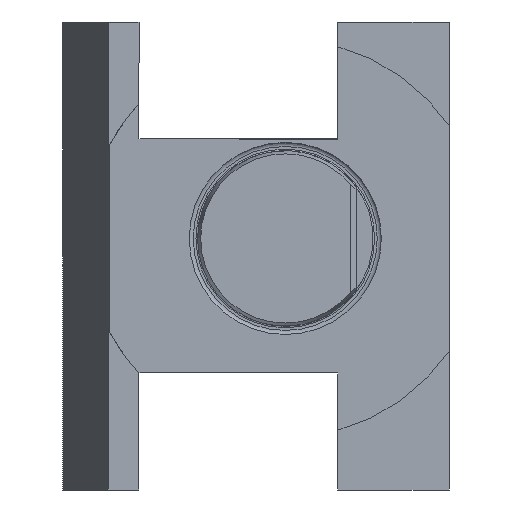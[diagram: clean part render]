
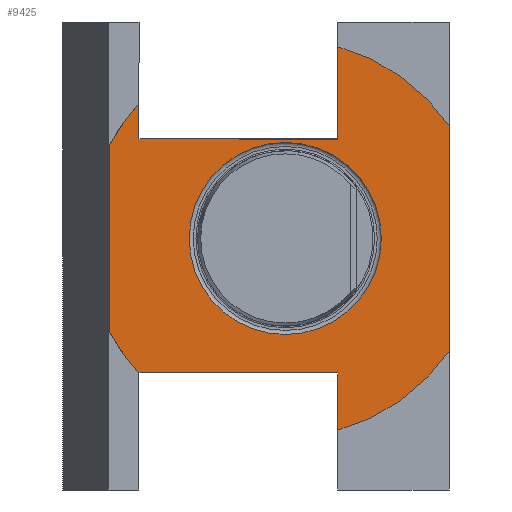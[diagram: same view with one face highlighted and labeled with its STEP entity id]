
A CAD part, front view. The second image highlights one B-rep face of the part: STEP entity #9425.
In plain terms, the highlighted planar face has unit normal (0, -1, 0).
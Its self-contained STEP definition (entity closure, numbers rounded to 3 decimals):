
#75 = ORIENTED_EDGE ( 'NONE', *, *, #13295, .T. ) ;
#253 = DIRECTION ( 'NONE',  ( 0., 0., 1. ) ) ;
#285 = LINE ( 'NONE', #6279, #6869 ) ;
#732 = EDGE_CURVE ( 'NONE', #9281, #8144, #285, .T. ) ;
#983 = DIRECTION ( 'NONE',  ( 0., -1., 0. ) ) ;
#1018 = EDGE_CURVE ( 'NONE', #9781, #9281, #7359, .T. ) ;
#1229 = VERTEX_POINT ( 'NONE', #13757 ) ;
#1258 = CIRCLE ( 'NONE', #2733, 16.419 ) ;
#1422 = CARTESIAN_POINT ( 'NONE',  ( -25., 0., 0. ) ) ;
#1520 = AXIS2_PLACEMENT_3D ( 'NONE', #1876, #10033, #12475 ) ;
#1526 = DIRECTION ( 'NONE',  ( 0., 0., 1. ) ) ;
#1547 = ORIENTED_EDGE ( 'NONE', *, *, #732, .F. ) ;
#1638 = DIRECTION ( 'NONE',  ( 1., 0., 0. ) ) ;
#1876 = CARTESIAN_POINT ( 'NONE',  ( 0., 0., 0. ) ) ;
#2049 = CARTESIAN_POINT ( 'NONE',  ( 0., 0., 0. ) ) ;
#2086 = ORIENTED_EDGE ( 'NONE', *, *, #2397, .F. ) ;
#2152 = VERTEX_POINT ( 'NONE', #9058 ) ;
#2397 = EDGE_CURVE ( 'NONE', #8144, #8532, #10996, .T. ) ;
#2461 = CARTESIAN_POINT ( 'NONE',  ( -25., 0., -23.043 ) ) ;
#2733 = AXIS2_PLACEMENT_3D ( 'NONE', #2049, #983, #9162 ) ;
#2777 = FACE_OUTER_BOUND ( 'NONE', #11740, .T. ) ;
#2922 = VERTEX_POINT ( 'NONE', #6849 ) ;
#3482 = EDGE_CURVE ( 'NONE', #9781, #1229, #10025, .T. ) ;
#3562 = CARTESIAN_POINT ( 'NONE',  ( -16.55, 0., 0. ) ) ;
#3610 = CIRCLE ( 'NONE', #14347, 34. ) ;
#3723 = LINE ( 'NONE', #7331, #6483 ) ;
#4130 = CARTESIAN_POINT ( 'NONE',  ( 9., 0., -32.787 ) ) ;
#4364 = CARTESIAN_POINT ( 'NONE',  ( 0., 0., 0. ) ) ;
#4431 = AXIS2_PLACEMENT_3D ( 'NONE', #11577, #9454, #4882 ) ;
#4462 = CARTESIAN_POINT ( 'NONE',  ( -25., 0., 0. ) ) ;
#4506 = DIRECTION ( 'NONE',  ( 0., 1., 0. ) ) ;
#4882 = DIRECTION ( 'NONE',  ( -1., 0., 0. ) ) ;
#4953 = CARTESIAN_POINT ( 'NONE',  ( 9., 0., 17. ) ) ;
#5019 = CARTESIAN_POINT ( 'NONE',  ( -25., 0., 23.043 ) ) ;
#5033 = VECTOR ( 'NONE', #253, 1000. ) ;
#5325 = DIRECTION ( 'NONE',  ( -1., 0., 0. ) ) ;
#5415 = ORIENTED_EDGE ( 'NONE', *, *, #6326, .T. ) ;
#5694 = DIRECTION ( 'NONE',  ( 0., 0., 1. ) ) ;
#5696 = CARTESIAN_POINT ( 'NONE',  ( -30., 0., 16. ) ) ;
#5741 = CARTESIAN_POINT ( 'NONE',  ( 28., 0., 0. ) ) ;
#6279 = CARTESIAN_POINT ( 'NONE',  ( -30., 0., -43. ) ) ;
#6326 = EDGE_CURVE ( 'NONE', #11371, #11861, #3723, .T. ) ;
#6364 = EDGE_CURVE ( 'NONE', #2922, #13398, #14261, .T. ) ;
#6400 = VERTEX_POINT ( 'NONE', #12183 ) ;
#6463 = CARTESIAN_POINT ( 'NONE',  ( 0., 0., 0. ) ) ;
#6483 = VECTOR ( 'NONE', #10440, 1000. ) ;
#6620 = DIRECTION ( 'NONE',  ( -1., 0., 0. ) ) ;
#6849 = CARTESIAN_POINT ( 'NONE',  ( 9., 0., -23. ) ) ;
#6869 = VECTOR ( 'NONE', #1526, 1000. ) ;
#7087 = PLANE ( 'NONE',  #12250 ) ;
#7117 = ORIENTED_EDGE ( 'NONE', *, *, #10574, .F. ) ;
#7312 = LINE ( 'NONE', #1422, #5033 ) ;
#7314 = CARTESIAN_POINT ( 'NONE',  ( 28., 0., 19.287 ) ) ;
#7331 = CARTESIAN_POINT ( 'NONE',  ( 9., 0., 0. ) ) ;
#7359 = CIRCLE ( 'NONE', #13678, 34. ) ;
#7536 = EDGE_CURVE ( 'NONE', #11861, #12739, #12546, .T. ) ;
#7649 = DIRECTION ( 'NONE',  ( 1., 0., 0. ) ) ;
#7725 = CARTESIAN_POINT ( 'NONE',  ( -16.55, 0., -23. ) ) ;
#7997 = EDGE_CURVE ( 'NONE', #11371, #11787, #3610, .T. ) ;
#8144 = VERTEX_POINT ( 'NONE', #5696 ) ;
#8424 = VECTOR ( 'NONE', #11958, 1000. ) ;
#8532 = VERTEX_POINT ( 'NONE', #5019 ) ;
#9058 = CARTESIAN_POINT ( 'NONE',  ( 28., 0., -19.287 ) ) ;
#9093 = DIRECTION ( 'NONE',  ( -1., 0., 0. ) ) ;
#9162 = DIRECTION ( 'NONE',  ( 1., 0., 0. ) ) ;
#9281 = VERTEX_POINT ( 'NONE', #12501 ) ;
#9327 = EDGE_CURVE ( 'NONE', #6400, #6400, #1258, .T. ) ;
#9425 = ADVANCED_FACE ( 'Defeature completata3_7', ( #2777, #14099 ), #7087, .T. ) ;
#9454 = DIRECTION ( 'NONE',  ( 0., 1., 0. ) ) ;
#9675 = ORIENTED_EDGE ( 'NONE', *, *, #7997, .F. ) ;
#9781 = VERTEX_POINT ( 'NONE', #2461 ) ;
#9892 = CARTESIAN_POINT ( 'NONE',  ( -16.55, 0., 17. ) ) ;
#10025 = LINE ( 'NONE', #4462, #11988 ) ;
#10033 = DIRECTION ( 'NONE',  ( 0., 1., 0. ) ) ;
#10057 = ORIENTED_EDGE ( 'NONE', *, *, #7536, .T. ) ;
#10080 = ORIENTED_EDGE ( 'NONE', *, *, #12676, .T. ) ;
#10087 = VECTOR ( 'NONE', #13038, 1000. ) ;
#10435 = ORIENTED_EDGE ( 'NONE', *, *, #11238, .T. ) ;
#10440 = DIRECTION ( 'NONE',  ( 0., 0., -1. ) ) ;
#10574 = EDGE_CURVE ( 'NONE', #2152, #13398, #12493, .T. ) ;
#10996 = CIRCLE ( 'NONE', #4431, 34. ) ;
#11085 = DIRECTION ( 'NONE',  ( 0., 1., 0. ) ) ;
#11152 = VECTOR ( 'NONE', #6620, 1000. ) ;
#11238 = EDGE_CURVE ( 'NONE', #2152, #11787, #15055, .T. ) ;
#11337 = VECTOR ( 'NONE', #7649, 1000. ) ;
#11371 = VERTEX_POINT ( 'NONE', #12125 ) ;
#11577 = CARTESIAN_POINT ( 'NONE',  ( 0., 0., 0. ) ) ;
#11715 = DIRECTION ( 'NONE',  ( 0., -1., 0. ) ) ;
#11736 = ORIENTED_EDGE ( 'NONE', *, *, #1018, .F. ) ;
#11740 = EDGE_LOOP ( 'NONE', ( #1547, #11736, #12944, #75, #13286, #7117, #10435, #9675, #5415, #10057, #10080, #2086 ) ) ;
#11787 = VERTEX_POINT ( 'NONE', #7314 ) ;
#11861 = VERTEX_POINT ( 'NONE', #4953 ) ;
#11958 = DIRECTION ( 'NONE',  ( 0., 0., -1. ) ) ;
#11984 = ORIENTED_EDGE ( 'NONE', *, *, #9327, .F. ) ;
#11988 = VECTOR ( 'NONE', #5694, 1000. ) ;
#12125 = CARTESIAN_POINT ( 'NONE',  ( 9., 0., 32.787 ) ) ;
#12183 = CARTESIAN_POINT ( 'NONE',  ( 16.419, 0., 0. ) ) ;
#12250 = AXIS2_PLACEMENT_3D ( 'NONE', #3562, #11715, #1638 ) ;
#12475 = DIRECTION ( 'NONE',  ( -1., 0., 0. ) ) ;
#12493 = CIRCLE ( 'NONE', #1520, 34. ) ;
#12501 = CARTESIAN_POINT ( 'NONE',  ( -30., 0., -16. ) ) ;
#12546 = LINE ( 'NONE', #9892, #11152 ) ;
#12676 = EDGE_CURVE ( 'NONE', #12739, #8532, #7312, .T. ) ;
#12739 = VERTEX_POINT ( 'NONE', #13713 ) ;
#12944 = ORIENTED_EDGE ( 'NONE', *, *, #3482, .T. ) ;
#13035 = CARTESIAN_POINT ( 'NONE',  ( 9., 0., 0. ) ) ;
#13038 = DIRECTION ( 'NONE',  ( 0., 0., 1. ) ) ;
#13286 = ORIENTED_EDGE ( 'NONE', *, *, #6364, .T. ) ;
#13295 = EDGE_CURVE ( 'NONE', #1229, #2922, #13583, .T. ) ;
#13398 = VERTEX_POINT ( 'NONE', #4130 ) ;
#13583 = LINE ( 'NONE', #7725, #11337 ) ;
#13678 = AXIS2_PLACEMENT_3D ( 'NONE', #4364, #4506, #9093 ) ;
#13713 = CARTESIAN_POINT ( 'NONE',  ( -25., 0., 17. ) ) ;
#13757 = CARTESIAN_POINT ( 'NONE',  ( -25., 0., -23. ) ) ;
#14099 = FACE_BOUND ( 'NONE', #14538, .T. ) ;
#14261 = LINE ( 'NONE', #13035, #8424 ) ;
#14347 = AXIS2_PLACEMENT_3D ( 'NONE', #6463, #11085, #5325 ) ;
#14538 = EDGE_LOOP ( 'NONE', ( #11984 ) ) ;
#15055 = LINE ( 'NONE', #5741, #10087 ) ;
